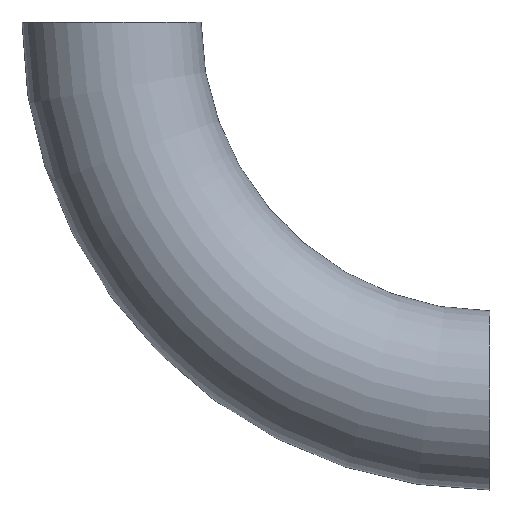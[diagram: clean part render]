
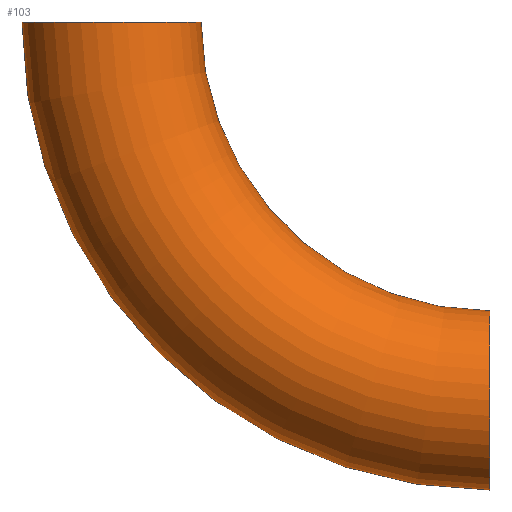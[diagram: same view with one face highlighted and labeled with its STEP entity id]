
A CAD part, front view. The second image highlights one B-rep face of the part: STEP entity #103.
In plain terms, the highlighted toroidal (fillet/blend) face has major radius 45 mm and minor radius 10.65 mm.
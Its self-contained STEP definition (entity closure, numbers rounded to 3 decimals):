
#1 = CIRCLE ( 'NONE', #142, 10.65 ) ;
#24 = EDGE_CURVE ( 'NONE', #148, #166, #228, .T. ) ;
#33 = CARTESIAN_POINT ( 'NONE',  ( 0., 0., 0. ) ) ;
#40 = EDGE_LOOP ( 'NONE', ( #209, #116, #229, #145 ) ) ;
#43 = CIRCLE ( 'NONE', #170, 55.65 ) ;
#46 = DIRECTION ( 'NONE',  ( 0., 0., 1. ) ) ;
#60 = CARTESIAN_POINT ( 'NONE',  ( 0., 0., 0. ) ) ;
#73 = CIRCLE ( 'NONE', #212, 34.35 ) ;
#74 = DIRECTION ( 'NONE',  ( 0., 1., 0. ) ) ;
#76 = DIRECTION ( 'NONE',  ( -1., 0., 0. ) ) ;
#84 = DIRECTION ( 'NONE',  ( 1., 0., 0. ) ) ;
#89 = CARTESIAN_POINT ( 'NONE',  ( -55.65, 0., 0. ) ) ;
#90 = AXIS2_PLACEMENT_3D ( 'NONE', #243, #128, #205 ) ;
#101 = DIRECTION ( 'NONE',  ( 0., 0., 1. ) ) ;
#103 = ADVANCED_FACE ( 'NONE', ( #174 ), #136, .T. ) ;
#109 = EDGE_CURVE ( 'NONE', #119, #148, #43, .T. ) ;
#115 = AXIS2_PLACEMENT_3D ( 'NONE', #151, #101, #84 ) ;
#116 = ORIENTED_EDGE ( 'NONE', *, *, #187, .T. ) ;
#119 = VERTEX_POINT ( 'NONE', #155 ) ;
#128 = DIRECTION ( 'NONE',  ( 0., 1., 0. ) ) ;
#136 = TOROIDAL_SURFACE ( 'NONE', #90, 45., 10.65 ) ;
#142 = AXIS2_PLACEMENT_3D ( 'NONE', #216, #76, #46 ) ;
#145 = ORIENTED_EDGE ( 'NONE', *, *, #24, .F. ) ;
#147 = DIRECTION ( 'NONE',  ( 0., 1., 0. ) ) ;
#148 = VERTEX_POINT ( 'NONE', #89 ) ;
#151 = CARTESIAN_POINT ( 'NONE',  ( -45., 0., 0. ) ) ;
#155 = CARTESIAN_POINT ( 'NONE',  ( 0., 0., -55.65 ) ) ;
#166 = VERTEX_POINT ( 'NONE', #177 ) ;
#170 = AXIS2_PLACEMENT_3D ( 'NONE', #33, #74, #223 ) ;
#174 = FACE_OUTER_BOUND ( 'NONE', #40, .T. ) ;
#177 = CARTESIAN_POINT ( 'NONE',  ( -34.35, 0., 0. ) ) ;
#187 = EDGE_CURVE ( 'NONE', #119, #191, #1, .T. ) ;
#191 = VERTEX_POINT ( 'NONE', #198 ) ;
#198 = CARTESIAN_POINT ( 'NONE',  ( 0., 0., -34.35 ) ) ;
#205 = DIRECTION ( 'NONE',  ( 0., 0., 1. ) ) ;
#209 = ORIENTED_EDGE ( 'NONE', *, *, #109, .F. ) ;
#212 = AXIS2_PLACEMENT_3D ( 'NONE', #60, #147, #237 ) ;
#216 = CARTESIAN_POINT ( 'NONE',  ( 0., 0., -45. ) ) ;
#223 = DIRECTION ( 'NONE',  ( 0., 0., 1. ) ) ;
#224 = EDGE_CURVE ( 'NONE', #191, #166, #73, .T. ) ;
#228 = CIRCLE ( 'NONE', #115, 10.65 ) ;
#229 = ORIENTED_EDGE ( 'NONE', *, *, #224, .T. ) ;
#237 = DIRECTION ( 'NONE',  ( 0., 0., 1. ) ) ;
#243 = CARTESIAN_POINT ( 'NONE',  ( 0., 0., 0. ) ) ;
